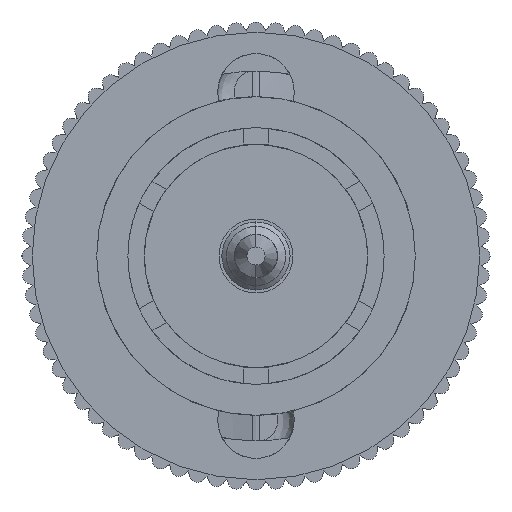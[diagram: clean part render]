
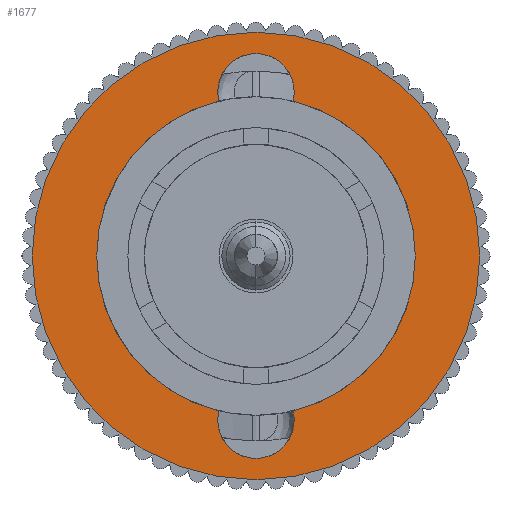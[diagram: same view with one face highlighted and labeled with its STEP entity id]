
A CAD part, front view. The second image highlights one B-rep face of the part: STEP entity #1677.
In plain terms, the highlighted face is planar.
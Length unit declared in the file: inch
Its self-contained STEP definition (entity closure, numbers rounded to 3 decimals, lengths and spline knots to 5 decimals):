
#190 = FACE_OUTER_BOUND ( 'NONE', #11426, .T. ) ;
#314 = EDGE_CURVE ( 'NONE', #12294, #9764, #6449, .T. ) ;
#745 = VERTEX_POINT ( 'NONE', #1649 ) ;
#860 = DIRECTION ( 'NONE',  ( 1., 0., 0. ) ) ;
#1040 = CARTESIAN_POINT ( 'NONE',  ( 0., -0.2, 0. ) ) ;
#1156 = VERTEX_POINT ( 'NONE', #10581 ) ;
#1268 = DIRECTION ( 'NONE',  ( 1., 0., 0. ) ) ;
#1280 = VERTEX_POINT ( 'NONE', #12033 ) ;
#1291 = DIRECTION ( 'NONE',  ( 0., 0., 1. ) ) ;
#1316 = DIRECTION ( 'NONE',  ( 0., 0., 1. ) ) ;
#1324 = AXIS2_PLACEMENT_3D ( 'NONE', #8146, #1316, #5173 ) ;
#1339 = VERTEX_POINT ( 'NONE', #4448 ) ;
#1645 = DIRECTION ( 'NONE',  ( 1., 0., 0. ) ) ;
#1649 = CARTESIAN_POINT ( 'NONE',  ( -0.2725, 0., 0. ) ) ;
#1677 = ADVANCED_FACE ( 'NONE', ( #4176, #190 ), #5254, .T. ) ;
#1684 = CIRCLE ( 'NONE', #6331, 0.2725 ) ;
#1761 = EDGE_LOOP ( 'NONE', ( #1877, #12369, #3704, #9205, #4642, #10012, #9005, #4893, #9555, #9394 ) ) ;
#1877 = ORIENTED_EDGE ( 'NONE', *, *, #3757, .F. ) ;
#2005 = AXIS2_PLACEMENT_3D ( 'NONE', #3739, #3035, #3988 ) ;
#2030 = EDGE_CURVE ( 'NONE', #1280, #4296, #12022, .T. ) ;
#2111 = CIRCLE ( 'NONE', #9170, 0.194 ) ;
#2219 = DIRECTION ( 'NONE',  ( 0., 0., 1. ) ) ;
#2332 = CARTESIAN_POINT ( 'NONE',  ( -0.0465, -0.2, 0. ) ) ;
#2362 = CIRCLE ( 'NONE', #8813, 0.194 ) ;
#2371 = DIRECTION ( 'NONE',  ( 1., 0., 0. ) ) ;
#2660 = AXIS2_PLACEMENT_3D ( 'NONE', #3347, #2219, #1268 ) ;
#3035 = DIRECTION ( 'NONE',  ( 0., 0., 1. ) ) ;
#3054 = EDGE_CURVE ( 'NONE', #6034, #4144, #2362, .T. ) ;
#3223 = CARTESIAN_POINT ( 'NONE',  ( -0.194, 0., 0. ) ) ;
#3347 = CARTESIAN_POINT ( 'NONE',  ( 0.2725, 0., 0. ) ) ;
#3548 = EDGE_CURVE ( 'NONE', #4144, #12294, #8771, .T. ) ;
#3617 = CARTESIAN_POINT ( 'NONE',  ( -0.0451, 0.18868, 0. ) ) ;
#3704 = ORIENTED_EDGE ( 'NONE', *, *, #2030, .F. ) ;
#3722 = DIRECTION ( 'NONE',  ( 1., 0., 0. ) ) ;
#3739 = CARTESIAN_POINT ( 'NONE',  ( 0., -0.2, 0. ) ) ;
#3741 = CARTESIAN_POINT ( 'NONE',  ( 0., 0.2, 0. ) ) ;
#3757 = EDGE_CURVE ( 'NONE', #7713, #6034, #5945, .T. ) ;
#3800 = EDGE_CURVE ( 'NONE', #10080, #1156, #2111, .T. ) ;
#3853 = EDGE_CURVE ( 'NONE', #4296, #7713, #4545, .T. ) ;
#3988 = DIRECTION ( 'NONE',  ( 1., 0., 0. ) ) ;
#4089 = ORIENTED_EDGE ( 'NONE', *, *, #5734, .T. ) ;
#4144 = VERTEX_POINT ( 'NONE', #5525 ) ;
#4176 = FACE_BOUND ( 'NONE', #1761, .T. ) ;
#4211 = CARTESIAN_POINT ( 'NONE',  ( 0., -0.2, 0. ) ) ;
#4296 = VERTEX_POINT ( 'NONE', #5071 ) ;
#4448 = CARTESIAN_POINT ( 'NONE',  ( 0.2725, 0., 0. ) ) ;
#4461 = DIRECTION ( 'NONE',  ( 0., 0., 1. ) ) ;
#4477 = DIRECTION ( 'NONE',  ( 0., 0., 1. ) ) ;
#4545 = CIRCLE ( 'NONE', #8973, 0.0465 ) ;
#4642 = ORIENTED_EDGE ( 'NONE', *, *, #3800, .F. ) ;
#4893 = ORIENTED_EDGE ( 'NONE', *, *, #314, .F. ) ;
#4939 = AXIS2_PLACEMENT_3D ( 'NONE', #4211, #8132, #9067 ) ;
#5071 = CARTESIAN_POINT ( 'NONE',  ( -0.0465, 0.2, 0. ) ) ;
#5083 = CARTESIAN_POINT ( 'NONE',  ( 0., 0., 0. ) ) ;
#5173 = DIRECTION ( 'NONE',  ( -1., 0., 0. ) ) ;
#5254 = PLANE ( 'NONE',  #2660 ) ;
#5489 = EDGE_CURVE ( 'NONE', #9764, #7609, #8738, .T. ) ;
#5497 = CARTESIAN_POINT ( 'NONE',  ( 0., 0., 0. ) ) ;
#5525 = CARTESIAN_POINT ( 'NONE',  ( -0.0451, -0.18868, 0. ) ) ;
#5734 = EDGE_CURVE ( 'NONE', #745, #1339, #1684, .T. ) ;
#5945 = CIRCLE ( 'NONE', #7370, 0.194 ) ;
#6034 = VERTEX_POINT ( 'NONE', #3223 ) ;
#6331 = AXIS2_PLACEMENT_3D ( 'NONE', #7360, #4461, #9244 ) ;
#6412 = CIRCLE ( 'NONE', #8815, 0.2725 ) ;
#6449 = CIRCLE ( 'NONE', #2005, 0.0465 ) ;
#6983 = CARTESIAN_POINT ( 'NONE',  ( 0.194, 0., 0. ) ) ;
#7281 = ORIENTED_EDGE ( 'NONE', *, *, #10817, .T. ) ;
#7360 = CARTESIAN_POINT ( 'NONE',  ( 0., 0., 0. ) ) ;
#7370 = AXIS2_PLACEMENT_3D ( 'NONE', #5497, #11248, #3722 ) ;
#7609 = VERTEX_POINT ( 'NONE', #11962 ) ;
#7713 = VERTEX_POINT ( 'NONE', #3617 ) ;
#7832 = DIRECTION ( 'NONE',  ( 1., 0., 0. ) ) ;
#7885 = DIRECTION ( 'NONE',  ( 0., 0., 1. ) ) ;
#8132 = DIRECTION ( 'NONE',  ( 0., 0., 1. ) ) ;
#8146 = CARTESIAN_POINT ( 'NONE',  ( 0., 0.2, 0. ) ) ;
#8443 = CIRCLE ( 'NONE', #9630, 0.194 ) ;
#8570 = CARTESIAN_POINT ( 'NONE',  ( 0.0465, -0.2, 0. ) ) ;
#8738 = CIRCLE ( 'NONE', #8935, 0.0465 ) ;
#8771 = CIRCLE ( 'NONE', #4939, 0.0465 ) ;
#8772 = DIRECTION ( 'NONE',  ( 0., 0., 1. ) ) ;
#8813 = AXIS2_PLACEMENT_3D ( 'NONE', #11633, #8772, #7832 ) ;
#8815 = AXIS2_PLACEMENT_3D ( 'NONE', #10985, #4477, #10038 ) ;
#8935 = AXIS2_PLACEMENT_3D ( 'NONE', #1040, #9509, #860 ) ;
#8973 = AXIS2_PLACEMENT_3D ( 'NONE', #10549, #7885, #9648 ) ;
#9005 = ORIENTED_EDGE ( 'NONE', *, *, #5489, .F. ) ;
#9067 = DIRECTION ( 'NONE',  ( 1., 0., 0. ) ) ;
#9170 = AXIS2_PLACEMENT_3D ( 'NONE', #11311, #12268, #1645 ) ;
#9205 = ORIENTED_EDGE ( 'NONE', *, *, #11669, .F. ) ;
#9244 = DIRECTION ( 'NONE',  ( 1., 0., 0. ) ) ;
#9394 = ORIENTED_EDGE ( 'NONE', *, *, #3054, .F. ) ;
#9485 = DIRECTION ( 'NONE',  ( -1., 0., 0. ) ) ;
#9509 = DIRECTION ( 'NONE',  ( 0., 0., 1. ) ) ;
#9545 = DIRECTION ( 'NONE',  ( 0., 0., 1. ) ) ;
#9555 = ORIENTED_EDGE ( 'NONE', *, *, #3548, .F. ) ;
#9630 = AXIS2_PLACEMENT_3D ( 'NONE', #5083, #1291, #2371 ) ;
#9648 = DIRECTION ( 'NONE',  ( -1., 0., 0. ) ) ;
#9764 = VERTEX_POINT ( 'NONE', #8570 ) ;
#10012 = ORIENTED_EDGE ( 'NONE', *, *, #11205, .F. ) ;
#10038 = DIRECTION ( 'NONE',  ( 1., 0., 0. ) ) ;
#10080 = VERTEX_POINT ( 'NONE', #6983 ) ;
#10549 = CARTESIAN_POINT ( 'NONE',  ( 0., 0.2, 0. ) ) ;
#10581 = CARTESIAN_POINT ( 'NONE',  ( 0.0451, 0.18868, 0. ) ) ;
#10817 = EDGE_CURVE ( 'NONE', #1339, #745, #6412, .T. ) ;
#10985 = CARTESIAN_POINT ( 'NONE',  ( 0., 0., 0. ) ) ;
#11205 = EDGE_CURVE ( 'NONE', #7609, #10080, #8443, .T. ) ;
#11248 = DIRECTION ( 'NONE',  ( 0., 0., 1. ) ) ;
#11271 = CIRCLE ( 'NONE', #12084, 0.0465 ) ;
#11311 = CARTESIAN_POINT ( 'NONE',  ( 0., 0., 0. ) ) ;
#11426 = EDGE_LOOP ( 'NONE', ( #7281, #4089 ) ) ;
#11633 = CARTESIAN_POINT ( 'NONE',  ( 0., 0., 0. ) ) ;
#11669 = EDGE_CURVE ( 'NONE', #1156, #1280, #11271, .T. ) ;
#11962 = CARTESIAN_POINT ( 'NONE',  ( 0.0451, -0.18868, 0. ) ) ;
#12022 = CIRCLE ( 'NONE', #1324, 0.0465 ) ;
#12033 = CARTESIAN_POINT ( 'NONE',  ( 0.0465, 0.2, 0. ) ) ;
#12084 = AXIS2_PLACEMENT_3D ( 'NONE', #3741, #9545, #9485 ) ;
#12268 = DIRECTION ( 'NONE',  ( 0., 0., 1. ) ) ;
#12294 = VERTEX_POINT ( 'NONE', #2332 ) ;
#12369 = ORIENTED_EDGE ( 'NONE', *, *, #3853, .F. ) ;
